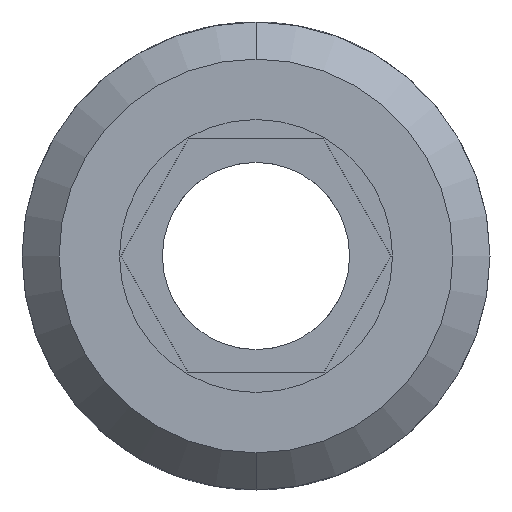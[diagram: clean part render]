
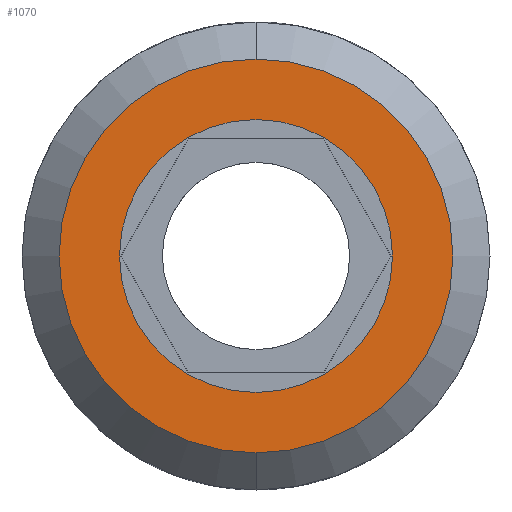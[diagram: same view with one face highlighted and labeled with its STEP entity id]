
A CAD part, front view. The second image highlights one B-rep face of the part: STEP entity #1070.
In plain terms, the highlighted planar face has unit normal (0, -1, 0).
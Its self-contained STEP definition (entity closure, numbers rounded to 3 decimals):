
#1 = AXIS2_PLACEMENT_3D ( 'NONE', #939, #927, #815 ) ;
#71 = AXIS2_PLACEMENT_3D ( 'NONE', #400, #288, #183 ) ;
#83 = PLANE ( 'NONE',  #1319 ) ;
#160 = AXIS2_PLACEMENT_3D ( 'NONE', #764, #674, #665 ) ;
#183 = DIRECTION ( 'NONE',  ( 0., 0., -1. ) ) ;
#288 = DIRECTION ( 'NONE',  ( 0., -1., 0. ) ) ;
#303 = VERTEX_POINT ( 'NONE', #1171 ) ;
#311 = EDGE_CURVE ( 'NONE', #367, #502, #998, .T. ) ;
#320 = EDGE_LOOP ( 'NONE', ( #615, #1195 ) ) ;
#358 = DIRECTION ( 'NONE',  ( 0., 0., -1. ) ) ;
#367 = VERTEX_POINT ( 'NONE', #946 ) ;
#400 = CARTESIAN_POINT ( 'NONE',  ( 0., 0., 0. ) ) ;
#427 = AXIS2_PLACEMENT_3D ( 'NONE', #584, #467, #358 ) ;
#432 = CARTESIAN_POINT ( 'NONE',  ( 0., 0., -5.05 ) ) ;
#467 = DIRECTION ( 'NONE',  ( 0., -1., 0. ) ) ;
#502 = VERTEX_POINT ( 'NONE', #1306 ) ;
#524 = CIRCLE ( 'NONE', #1, 3.5 ) ;
#552 = ORIENTED_EDGE ( 'NONE', *, *, #1176, .F. ) ;
#576 = ORIENTED_EDGE ( 'NONE', *, *, #311, .F. ) ;
#584 = CARTESIAN_POINT ( 'NONE',  ( 0., 0., 0. ) ) ;
#615 = ORIENTED_EDGE ( 'NONE', *, *, #931, .T. ) ;
#650 = EDGE_CURVE ( 'NONE', #303, #1159, #805, .T. ) ;
#665 = DIRECTION ( 'NONE',  ( 0., 0., -1. ) ) ;
#666 = CIRCLE ( 'NONE', #427, 5.05 ) ;
#674 = DIRECTION ( 'NONE',  ( 0., -1., 0. ) ) ;
#741 = FACE_BOUND ( 'NONE', #903, .T. ) ;
#764 = CARTESIAN_POINT ( 'NONE',  ( 0., 0., 0. ) ) ;
#805 = CIRCLE ( 'NONE', #160, 5.05 ) ;
#815 = DIRECTION ( 'NONE',  ( 0., 0., -1. ) ) ;
#903 = EDGE_LOOP ( 'NONE', ( #552, #576 ) ) ;
#927 = DIRECTION ( 'NONE',  ( 0., -1., 0. ) ) ;
#931 = EDGE_CURVE ( 'NONE', #1159, #303, #666, .T. ) ;
#939 = CARTESIAN_POINT ( 'NONE',  ( 0., 0., 0. ) ) ;
#946 = CARTESIAN_POINT ( 'NONE',  ( 0., 0., 3.5 ) ) ;
#964 = FACE_OUTER_BOUND ( 'NONE', #320, .T. ) ;
#998 = CIRCLE ( 'NONE', #71, 3.5 ) ;
#1070 = ADVANCED_FACE ( 'NONE', ( #741, #964 ), #83, .F. ) ;
#1159 = VERTEX_POINT ( 'NONE', #432 ) ;
#1171 = CARTESIAN_POINT ( 'NONE',  ( 0., 0., 5.05 ) ) ;
#1176 = EDGE_CURVE ( 'NONE', #502, #367, #524, .T. ) ;
#1195 = ORIENTED_EDGE ( 'NONE', *, *, #650, .T. ) ;
#1281 = DIRECTION ( 'NONE',  ( 0., 0., 1. ) ) ;
#1287 = DIRECTION ( 'NONE',  ( 0., 1., 0. ) ) ;
#1295 = CARTESIAN_POINT ( 'NONE',  ( 0., 0., 0. ) ) ;
#1306 = CARTESIAN_POINT ( 'NONE',  ( 0., 0., -3.5 ) ) ;
#1319 = AXIS2_PLACEMENT_3D ( 'NONE', #1295, #1287, #1281 ) ;
